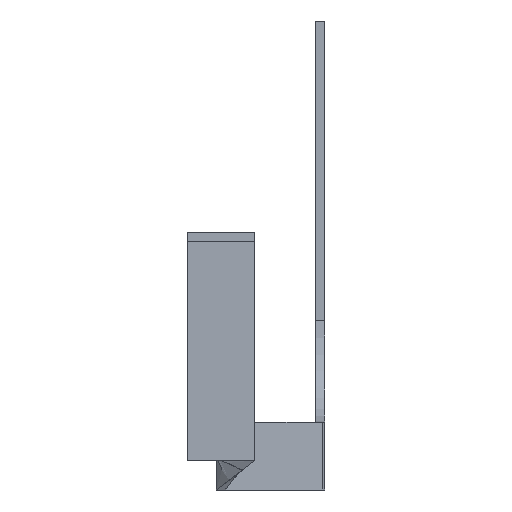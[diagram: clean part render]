
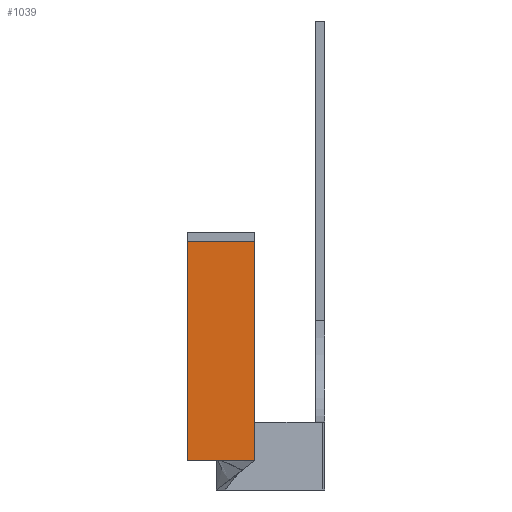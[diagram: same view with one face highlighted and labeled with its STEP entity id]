
A CAD part, front view. The second image highlights one B-rep face of the part: STEP entity #1039.
In plain terms, the highlighted planar face has unit normal (0, -1, 0).
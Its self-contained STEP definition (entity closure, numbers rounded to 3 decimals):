
#81 = LINE ( 'NONE', #979, #1068 ) ;
#110 = CARTESIAN_POINT ( 'NONE',  ( -27., -615., -194. ) ) ;
#136 = EDGE_CURVE ( 'NONE', #917, #962, #81, .T. ) ;
#140 = ORIENTED_EDGE ( 'NONE', *, *, #431, .T. ) ;
#144 = FACE_OUTER_BOUND ( 'NONE', #161, .T. ) ;
#156 = AXIS2_PLACEMENT_3D ( 'NONE', #1077, #1063, #1061 ) ;
#161 = EDGE_LOOP ( 'NONE', ( #805, #1071, #140, #744 ) ) ;
#257 = CARTESIAN_POINT ( 'NONE',  ( -57., -615., -97. ) ) ;
#322 = DIRECTION ( 'NONE',  ( 0., 0., 1. ) ) ;
#356 = CARTESIAN_POINT ( 'NONE',  ( -27., -615., -194. ) ) ;
#357 = EDGE_CURVE ( 'NONE', #962, #605, #800, .T. ) ;
#431 = EDGE_CURVE ( 'NONE', #917, #1018, #1148, .T. ) ;
#527 = VECTOR ( 'NONE', #322, 1000. ) ;
#605 = VERTEX_POINT ( 'NONE', #257 ) ;
#744 = ORIENTED_EDGE ( 'NONE', *, *, #770, .T. ) ;
#770 = EDGE_CURVE ( 'NONE', #1018, #605, #1011, .T. ) ;
#779 = DIRECTION ( 'NONE',  ( 0., 0., 1. ) ) ;
#800 = LINE ( 'NONE', #933, #527 ) ;
#805 = ORIENTED_EDGE ( 'NONE', *, *, #357, .F. ) ;
#910 = VECTOR ( 'NONE', #779, 1000. ) ;
#917 = VERTEX_POINT ( 'NONE', #110 ) ;
#933 = CARTESIAN_POINT ( 'NONE',  ( -57., -615., -194. ) ) ;
#936 = CARTESIAN_POINT ( 'NONE',  ( -27., -615., -97. ) ) ;
#962 = VERTEX_POINT ( 'NONE', #1181 ) ;
#969 = DIRECTION ( 'NONE',  ( -1., 0., 0. ) ) ;
#979 = CARTESIAN_POINT ( 'NONE',  ( -27., -615., -194. ) ) ;
#1010 = DIRECTION ( 'NONE',  ( -1., 0., 0. ) ) ;
#1011 = LINE ( 'NONE', #936, #1193 ) ;
#1018 = VERTEX_POINT ( 'NONE', #1134 ) ;
#1039 = ADVANCED_FACE ( 'NONE', ( #144 ), #1064, .T. ) ;
#1061 = DIRECTION ( 'NONE',  ( 1., 0., 0. ) ) ;
#1063 = DIRECTION ( 'NONE',  ( 0., -1., 0. ) ) ;
#1064 = PLANE ( 'NONE',  #156 ) ;
#1068 = VECTOR ( 'NONE', #969, 1000. ) ;
#1071 = ORIENTED_EDGE ( 'NONE', *, *, #136, .F. ) ;
#1077 = CARTESIAN_POINT ( 'NONE',  ( -27., -615., -194. ) ) ;
#1134 = CARTESIAN_POINT ( 'NONE',  ( -27., -615., -97. ) ) ;
#1148 = LINE ( 'NONE', #356, #910 ) ;
#1181 = CARTESIAN_POINT ( 'NONE',  ( -57., -615., -194. ) ) ;
#1193 = VECTOR ( 'NONE', #1010, 1000. ) ;
